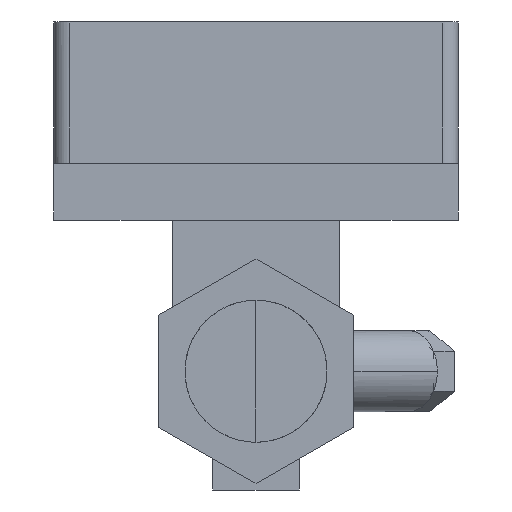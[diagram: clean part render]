
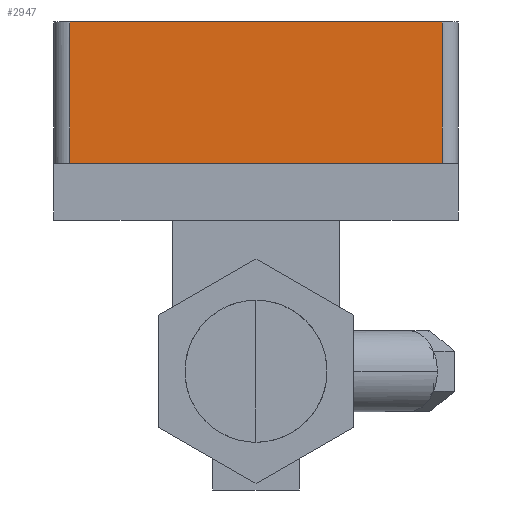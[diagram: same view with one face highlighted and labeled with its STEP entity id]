
A CAD part, left-side view. The second image highlights one B-rep face of the part: STEP entity #2947.
In plain terms, the highlighted planar face has unit normal (-1, 0, 0).
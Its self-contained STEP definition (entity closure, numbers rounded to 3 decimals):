
#2794=CARTESIAN_POINT('Control Point',(-54.5,-34.5,38.5)) ;
#2795=CARTESIAN_POINT('Control Point',(-54.5,-34.5,50.5)) ;
#2796=CARTESIAN_POINT('Vertex',(-54.5,-34.5,38.5)) ;
#2798=CARTESIAN_POINT('Vertex',(-54.5,-34.5,50.5)) ;
#2816=CARTESIAN_POINT('Vertex',(-54.5,-34.5,64.7)) ;
#2820=CARTESIAN_POINT('Control Point',(-54.5,-34.5,50.5)) ;
#2821=CARTESIAN_POINT('Control Point',(-54.5,-34.5,64.7)) ;
#2844=CARTESIAN_POINT('Vertex',(-54.5,34.5,38.5)) ;
#2848=CARTESIAN_POINT('Control Point',(-54.5,34.5,50.5)) ;
#2849=CARTESIAN_POINT('Control Point',(-54.5,34.5,38.5)) ;
#2850=CARTESIAN_POINT('Vertex',(-54.5,34.5,50.5)) ;
#2854=CARTESIAN_POINT('Control Point',(-54.5,34.5,50.5)) ;
#2855=CARTESIAN_POINT('Control Point',(-54.5,34.5,64.7)) ;
#2856=CARTESIAN_POINT('Vertex',(-54.5,34.5,64.7)) ;
#2926=CARTESIAN_POINT('Axis2P3D Location',(-54.5,34.5,50.5)) ;
#2932=CARTESIAN_POINT('Control Point',(-54.5,-34.5,38.5)) ;
#2933=CARTESIAN_POINT('Control Point',(-54.5,34.5,38.5)) ;
#2936=CARTESIAN_POINT('Control Point',(-54.5,34.5,64.7)) ;
#2937=CARTESIAN_POINT('Control Point',(-54.5,-34.5,64.7)) ;
#2927=DIRECTION('Axis2P3D Direction',(-1.,-0.,-0.)) ;
#2928=DIRECTION('Axis2P3D XDirection',(0.,0.,-1.)) ;
#2929=AXIS2_PLACEMENT_3D('Plane Axis2P3D',#2926,#2927,#2928) ;
#2930=PLANE('',#2929) ;
#2800=EDGE_CURVE('',#2797,#2799,#2793,.T.) ;
#2822=EDGE_CURVE('',#2799,#2817,#2819,.T.) ;
#2852=EDGE_CURVE('',#2851,#2845,#2847,.T.) ;
#2858=EDGE_CURVE('',#2851,#2857,#2853,.T.) ;
#2934=EDGE_CURVE('',#2797,#2845,#2931,.T.) ;
#2938=EDGE_CURVE('',#2857,#2817,#2935,.T.) ;
#2940=ORIENTED_EDGE('',*,*,#2852,.T.) ;
#2941=ORIENTED_EDGE('',*,*,#2934,.F.) ;
#2942=ORIENTED_EDGE('',*,*,#2800,.T.) ;
#2943=ORIENTED_EDGE('',*,*,#2822,.T.) ;
#2944=ORIENTED_EDGE('',*,*,#2938,.F.) ;
#2945=ORIENTED_EDGE('',*,*,#2858,.F.) ;
#2939=EDGE_LOOP('',(#2940,#2941,#2942,#2943,#2944,#2945)) ;
#2797=VERTEX_POINT('',#2796) ;
#2799=VERTEX_POINT('',#2798) ;
#2817=VERTEX_POINT('',#2816) ;
#2845=VERTEX_POINT('',#2844) ;
#2851=VERTEX_POINT('',#2850) ;
#2857=VERTEX_POINT('',#2856) ;
#2947=ADVANCED_FACE('Solid1',(#2946),#2930,.T.) ;
#2793=B_SPLINE_CURVE_WITH_KNOTS('',1,(#2794,#2795),.UNSPECIFIED.,.F.,.U.,(2,2),(0.,0.039),.UNSPECIFIED.) ;
#2819=B_SPLINE_CURVE_WITH_KNOTS('',1,(#2820,#2821),.UNSPECIFIED.,.F.,.U.,(2,2),(0.,0.047),.UNSPECIFIED.) ;
#2847=B_SPLINE_CURVE_WITH_KNOTS('',1,(#2848,#2849),.UNSPECIFIED.,.F.,.U.,(2,2),(0.,0.039),.UNSPECIFIED.) ;
#2853=B_SPLINE_CURVE_WITH_KNOTS('',1,(#2854,#2855),.UNSPECIFIED.,.F.,.U.,(2,2),(0.,0.047),.UNSPECIFIED.) ;
#2931=B_SPLINE_CURVE_WITH_KNOTS('',1,(#2932,#2933),.UNSPECIFIED.,.F.,.U.,(2,2),(0.,69.),.UNSPECIFIED.) ;
#2935=B_SPLINE_CURVE_WITH_KNOTS('',1,(#2936,#2937),.UNSPECIFIED.,.F.,.U.,(2,2),(0.,69.),.UNSPECIFIED.) ;
#2946=FACE_OUTER_BOUND('',#2939,.T.) ;
